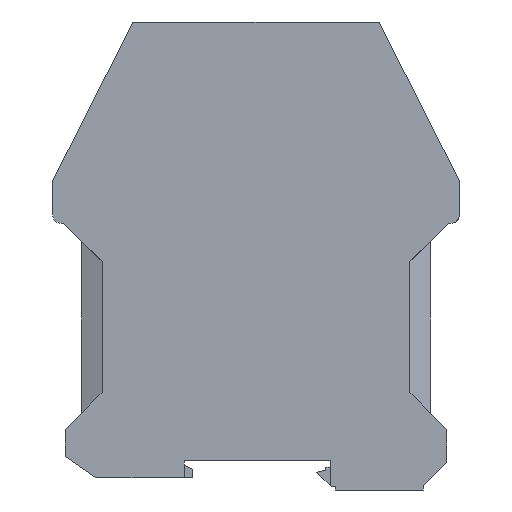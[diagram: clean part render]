
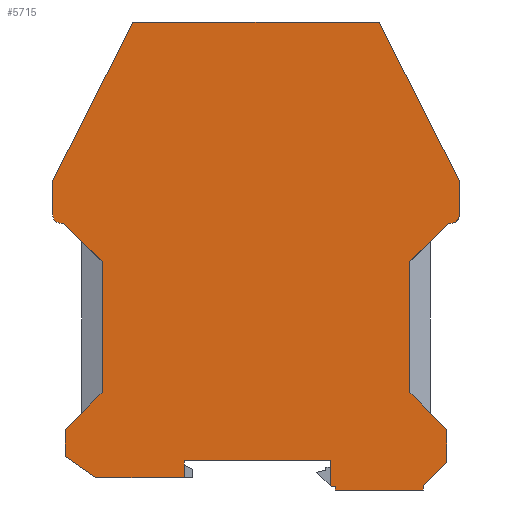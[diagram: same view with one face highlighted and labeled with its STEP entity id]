
A CAD part, front view. The second image highlights one B-rep face of the part: STEP entity #5715.
In plain terms, the highlighted planar face has unit normal (0, -1, 0).
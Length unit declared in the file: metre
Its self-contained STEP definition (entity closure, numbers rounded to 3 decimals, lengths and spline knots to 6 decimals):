
#3087=VERTEX_POINT('',#3088);
#3088=CARTESIAN_POINT('',(0.0297,-0.0225,0.1069));
#3094=EDGE_CURVE('',#3095,#3087,#3097,.T.);
#3095=VERTEX_POINT('',#3096);
#3096=CARTESIAN_POINT('',(0.0492,-0.0225,0.0684));
#3097=LINE('',#3098,#3099);
#3098=CARTESIAN_POINT('',(0.0492,-0.0225,0.0684));
#3099=VECTOR('',#3100,1.);
#3100=DIRECTION('',(-0.452,0.0,0.892));
#3117=VERTEX_POINT('',#3118);
#3118=CARTESIAN_POINT('',(0.0472,-0.0225,0.0579));
#3136=VERTEX_POINT('',#3137);
#3137=CARTESIAN_POINT('',(0.0492,-0.0225,0.0599));
#3143=CARTESIAN_POINT('',(0.0472,-0.0225,0.0579));
#3144=EDGE_CURVE('',#3117,#3136,#3145,.T.);
#3145=(B_SPLINE_CURVE(3,(#3143,#3146,#3147,#3148),.UNSPECIFIED.,.F.,.U.)B_SPLINE_CURVE_WITH_KNOTS(
  (4,4),(0.0,1.0),.UNSPECIFIED.)BOUNDED_CURVE()CURVE()GEOMETRIC_REPRESENTATION_ITEM(
  )RATIONAL_B_SPLINE_CURVE((1.0,0.805,0.805,1.0)
  )REPRESENTATION_ITEM(''));
#3146=CARTESIAN_POINT('',(0.048372,-0.0225,0.0579));
#3147=CARTESIAN_POINT('',(0.0492,-0.0225,0.058728));
#3148=CARTESIAN_POINT('',(0.0492,-0.0225,0.0599));
#3200=VERTEX_POINT('',#3201);
#3201=CARTESIAN_POINT('',(0.0372,-0.0225,0.0486));
#3207=EDGE_CURVE('',#3208,#3200,#3210,.T.);
#3208=VERTEX_POINT('',#3209);
#3209=CARTESIAN_POINT('',(0.0372,-0.0225,0.0166));
#3210=LINE('',#3211,#3212);
#3211=CARTESIAN_POINT('',(0.0372,-0.0225,0.0166));
#3212=VECTOR('',#3213,1.0);
#3213=DIRECTION('',(0.0,0.0,1.0));
#3926=VERTEX_POINT('',#3927);
#3927=CARTESIAN_POINT('',(-0.0378,-0.0225,0.0166)
  );
#3933=EDGE_CURVE('',#3934,#3926,#3936,.T.);
#3934=VERTEX_POINT('',#3935);
#3935=CARTESIAN_POINT('',(-0.0378,-0.0225,0.0486)
  );
#3936=LINE('',#3937,#3938);
#3937=CARTESIAN_POINT('',(-0.0378,-0.0225,0.0486)
  );
#3938=VECTOR('',#3939,1.0);
#3939=DIRECTION('',(0.0,0.0,-1.0));
#4706=VERTEX_POINT('',#4707);
#4707=CARTESIAN_POINT('',(-0.0498,-0.0225,0.0684)
  );
#4713=EDGE_CURVE('',#4714,#4706,#4716,.T.);
#4714=VERTEX_POINT('',#4715);
#4715=CARTESIAN_POINT('',(-0.0303,-0.0225,0.1069));
#4716=LINE('',#4717,#4718);
#4717=CARTESIAN_POINT('',(-0.0303,-0.0225,0.1069));
#4718=VECTOR('',#4719,1.);
#4719=DIRECTION('',(-0.452,0.0,-0.892));
#4827=VERTEX_POINT('',#4828);
#4828=CARTESIAN_POINT('',(-0.0498,-0.0225,0.0599)
  );
#4836=EDGE_CURVE('',#4706,#4827,#4837,.T.);
#4837=LINE('',#4838,#4839);
#4838=CARTESIAN_POINT('',(-0.0498,-0.0225,0.0684)
  );
#4839=VECTOR('',#4840,1.0);
#4840=DIRECTION('',(0.0,0.0,-1.0));
#4870=VERTEX_POINT('',#4871);
#4871=CARTESIAN_POINT('',(-0.0478,-0.0225,0.0579)
  );
#4877=EDGE_CURVE('',#4827,#4870,#4878,.T.);
#4878=CIRCLE('',#4879,0.002);
#4879=AXIS2_PLACEMENT_3D('',#4880,#4881,#4882);
#4880=CARTESIAN_POINT('',(-0.0478,-0.0225,0.0599)
  );
#4881=DIRECTION('',(0.0,-1.0,0.0));
#4882=DIRECTION('',(-1.0,0.0,0.0));
#4902=VERTEX_POINT('',#4903);
#4903=CARTESIAN_POINT('',(-0.0471,-0.0225,0.0579)
  );
#4909=EDGE_CURVE('',#4870,#4902,#4910,.T.);
#4910=LINE('',#4911,#4912);
#4911=CARTESIAN_POINT('',(-0.0478,-0.0225,0.0579)
  );
#4912=VECTOR('',#4913,1.0);
#4913=DIRECTION('',(1.0,0.0,0.0));
#4933=EDGE_CURVE('',#4902,#3934,#4934,.T.);
#4934=LINE('',#4935,#4936);
#4935=CARTESIAN_POINT('',(-0.0471,-0.0225,0.0579)
  );
#4936=VECTOR('',#4937,1.);
#4937=DIRECTION('',(0.707,0.0,-0.707));
#4981=VERTEX_POINT('',#4982);
#4982=CARTESIAN_POINT('',(-0.0468,-0.0225,0.0076)
  );
#4988=EDGE_CURVE('',#3926,#4981,#4989,.T.);
#4989=LINE('',#4990,#4991);
#4990=CARTESIAN_POINT('',(-0.0378,-0.0225,0.0166)
  );
#4991=VECTOR('',#4992,1.0);
#4992=DIRECTION('',(-0.707,0.0,-0.707));
#5014=VERTEX_POINT('',#5015);
#5015=CARTESIAN_POINT('',(-0.0468,-0.0225,0.0011));
#5021=EDGE_CURVE('',#4981,#5014,#5022,.T.);
#5022=LINE('',#5023,#5024);
#5023=CARTESIAN_POINT('',(-0.0468,-0.0225,0.0076)
  );
#5024=VECTOR('',#5025,1.0);
#5025=DIRECTION('',(0.0,0.0,-1.0));
#5045=VERTEX_POINT('',#5046);
#5046=CARTESIAN_POINT('',(-0.0393,-0.0225,-0.0041)
  );
#5052=EDGE_CURVE('',#5014,#5045,#5053,.T.);
#5053=LINE('',#5054,#5055);
#5054=CARTESIAN_POINT('',(-0.0468,-0.0225,0.0011));
#5055=VECTOR('',#5056,1.);
#5056=DIRECTION('',(0.822,0.0,-0.57));
#5097=VERTEX_POINT('',#5098);
#5098=CARTESIAN_POINT('',(-0.0178,-0.0225,-0.0041)
  );
#5104=EDGE_CURVE('',#5045,#5097,#5105,.T.);
#5105=LINE('',#5106,#5107);
#5106=CARTESIAN_POINT('',(-0.0393,-0.0225,-0.0041)
  );
#5107=VECTOR('',#5108,1.0);
#5108=DIRECTION('',(1.0,0.0,0.0));
#5178=VERTEX_POINT('',#5179);
#5179=CARTESIAN_POINT('',(-0.0178,-0.0225,0.0));
#5185=EDGE_CURVE('',#5097,#5178,#5186,.T.);
#5186=LINE('',#5187,#5188);
#5187=CARTESIAN_POINT('',(-0.0178,-0.0225,-0.0041)
  );
#5188=VECTOR('',#5189,1.0);
#5189=DIRECTION('',(0.0,0.0,1.0));
#5209=VERTEX_POINT('',#5210);
#5210=CARTESIAN_POINT('',(0.0178,-0.0225,0.0));
#5216=EDGE_CURVE('',#5178,#5209,#5217,.T.);
#5217=LINE('',#5218,#5219);
#5218=CARTESIAN_POINT('',(-0.0178,-0.0225,0.0));
#5219=VECTOR('',#5220,1.0);
#5220=DIRECTION('',(1.0,0.0,0.0));
#5269=VERTEX_POINT('',#5270);
#5270=CARTESIAN_POINT('',(0.0178,-0.0225,-0.006106)
  );
#5276=EDGE_CURVE('',#5209,#5269,#5277,.T.);
#5277=LINE('',#5278,#5279);
#5278=CARTESIAN_POINT('',(0.0178,-0.0225,0.0));
#5279=VECTOR('',#5280,1.0);
#5280=DIRECTION('',(0.0,0.0,-1.0));
#5391=VERTEX_POINT('',#5392);
#5392=CARTESIAN_POINT('',(0.018,-0.0225,-0.0063)
  );
#5398=EDGE_CURVE('',#5269,#5391,#5399,.T.);
#5399=LINE('',#5400,#5401);
#5400=CARTESIAN_POINT('',(0.0178,-0.0225,-0.006106)
  );
#5401=VECTOR('',#5402,1.);
#5402=DIRECTION('',(0.717,0.0,-0.697));
#5419=VERTEX_POINT('',#5420);
#5420=CARTESIAN_POINT('',(0.019,-0.0225,-0.0063)
  );
#5426=EDGE_CURVE('',#5391,#5419,#5427,.T.);
#5427=LINE('',#5428,#5429);
#5428=CARTESIAN_POINT('',(0.018,-0.0225,-0.0063)
  );
#5429=VECTOR('',#5430,1.0);
#5430=DIRECTION('',(1.0,0.0,0.0));
#5448=VERTEX_POINT('',#5449);
#5449=CARTESIAN_POINT('',(0.019,-0.0225,-0.0071)
  );
#5457=EDGE_CURVE('',#5419,#5448,#5458,.T.);
#5458=LINE('',#5459,#5460);
#5459=CARTESIAN_POINT('',(0.019,-0.0225,-0.0063)
  );
#5460=VECTOR('',#5461,1.0);
#5461=DIRECTION('',(0.0,0.0,-1.0));
#5493=VERTEX_POINT('',#5494);
#5494=CARTESIAN_POINT('',(0.0405,-0.0225,-0.0071)
  );
#5500=EDGE_CURVE('',#5493,#5448,#5501,.T.);
#5501=LINE('',#5502,#5503);
#5502=CARTESIAN_POINT('',(0.0405,-0.0225,-0.0071)
  );
#5503=VECTOR('',#5504,1.0);
#5504=DIRECTION('',(-1.0,0.0,0.0));
#5524=VERTEX_POINT('',#5525);
#5525=CARTESIAN_POINT('',(0.0405,-0.0225,-0.006003)
  );
#5531=EDGE_CURVE('',#5493,#5524,#5532,.T.);
#5532=LINE('',#5533,#5534);
#5533=CARTESIAN_POINT('',(0.0405,-0.0225,-0.0071)
  );
#5534=VECTOR('',#5535,1.0);
#5535=DIRECTION('',(0.0,0.0,1.0));
#5555=VERTEX_POINT('',#5556);
#5556=CARTESIAN_POINT('',(0.0462,-0.0225,
  -0.0004));
#5562=EDGE_CURVE('',#5524,#5555,#5563,.T.);
#5563=LINE('',#5564,#5565);
#5564=CARTESIAN_POINT('',(0.0405,-0.0225,-0.006003)
  );
#5565=VECTOR('',#5566,1.);
#5566=DIRECTION('',(0.713,0.0,0.701));
#5586=VERTEX_POINT('',#5587);
#5587=CARTESIAN_POINT('',(0.0462,-0.0225,0.0076));
#5593=EDGE_CURVE('',#5555,#5586,#5594,.T.);
#5594=LINE('',#5595,#5596);
#5595=CARTESIAN_POINT('',(0.0462,-0.0225,
  -0.0004));
#5596=VECTOR('',#5597,1.0);
#5597=DIRECTION('',(0.0,0.0,1.0));
#5624=EDGE_CURVE('',#5586,#3208,#5625,.T.);
#5625=LINE('',#5626,#5627);
#5626=CARTESIAN_POINT('',(0.0462,-0.0225,0.0076));
#5627=VECTOR('',#5628,1.0);
#5628=DIRECTION('',(-0.707,0.0,0.707));
#5672=VERTEX_POINT('',#5673);
#5673=CARTESIAN_POINT('',(0.0465,-0.0225,0.0579));
#5679=EDGE_CURVE('',#3200,#5672,#5680,.T.);
#5680=LINE('',#5681,#5682);
#5681=CARTESIAN_POINT('',(0.0372,-0.0225,0.0486));
#5682=VECTOR('',#5683,1.);
#5683=DIRECTION('',(0.707,0.0,0.707));
#5703=EDGE_CURVE('',#5672,#3117,#5704,.T.);
#5704=LINE('',#5705,#5706);
#5705=CARTESIAN_POINT('',(0.0465,-0.0225,0.0579));
#5706=VECTOR('',#5707,1.0);
#5707=DIRECTION('',(1.0,0.0,0.0));
#5715=ADVANCED_FACE('',(#5721),#5716,.T.);
#5716=PLANE('',#5717);
#5717=AXIS2_PLACEMENT_3D('',#5718,#5719,#5720);
#5718=CARTESIAN_POINT('',(0.0405,-0.0225,-0.0071)
  );
#5719=DIRECTION('',(0.0,-1.0,0.0));
#5720=DIRECTION('',(1.0,0.0,0.0));
#5721=FACE_OUTER_BOUND('',#5722,.T.);
#5722=EDGE_LOOP('',(#5723,#5724,#5730,#5731,#5737,#5738,#5739,#5740,#5741,
  #5742,#5743,#5744,#5745,#5746,#5747,#5748,#5749,#5750,#5751,#5752,
  #5753,#5754,#5755,#5756,#5757,#5758,#5759,#5760));
#5723=ORIENTED_EDGE('',*,*,#3144,.T.);
#5724=ORIENTED_EDGE('',*,*,#5725,.T.);
#5725=EDGE_CURVE('',#3136,#3095,#5726,.T.);
#5726=LINE('',#5727,#5728);
#5727=CARTESIAN_POINT('',(0.0492,-0.0225,0.0599));
#5728=VECTOR('',#5729,1.0);
#5729=DIRECTION('',(0.0,0.0,1.0));
#5730=ORIENTED_EDGE('',*,*,#3094,.T.);
#5731=ORIENTED_EDGE('',*,*,#5732,.T.);
#5732=EDGE_CURVE('',#3087,#4714,#5733,.T.);
#5733=LINE('',#5734,#5735);
#5734=CARTESIAN_POINT('',(0.0297,-0.0225,0.1069));
#5735=VECTOR('',#5736,1.0);
#5736=DIRECTION('',(-1.0,0.0,0.0));
#5737=ORIENTED_EDGE('',*,*,#4713,.T.);
#5738=ORIENTED_EDGE('',*,*,#4836,.T.);
#5739=ORIENTED_EDGE('',*,*,#4877,.T.);
#5740=ORIENTED_EDGE('',*,*,#4909,.T.);
#5741=ORIENTED_EDGE('',*,*,#4933,.T.);
#5742=ORIENTED_EDGE('',*,*,#3933,.T.);
#5743=ORIENTED_EDGE('',*,*,#4988,.T.);
#5744=ORIENTED_EDGE('',*,*,#5021,.T.);
#5745=ORIENTED_EDGE('',*,*,#5052,.T.);
#5746=ORIENTED_EDGE('',*,*,#5104,.T.);
#5747=ORIENTED_EDGE('',*,*,#5185,.T.);
#5748=ORIENTED_EDGE('',*,*,#5216,.T.);
#5749=ORIENTED_EDGE('',*,*,#5276,.T.);
#5750=ORIENTED_EDGE('',*,*,#5398,.T.);
#5751=ORIENTED_EDGE('',*,*,#5426,.T.);
#5752=ORIENTED_EDGE('',*,*,#5457,.T.);
#5753=ORIENTED_EDGE('',*,*,#5500,.F.);
#5754=ORIENTED_EDGE('',*,*,#5531,.T.);
#5755=ORIENTED_EDGE('',*,*,#5562,.T.);
#5756=ORIENTED_EDGE('',*,*,#5593,.T.);
#5757=ORIENTED_EDGE('',*,*,#5624,.T.);
#5758=ORIENTED_EDGE('',*,*,#3207,.T.);
#5759=ORIENTED_EDGE('',*,*,#5679,.T.);
#5760=ORIENTED_EDGE('',*,*,#5703,.T.);
